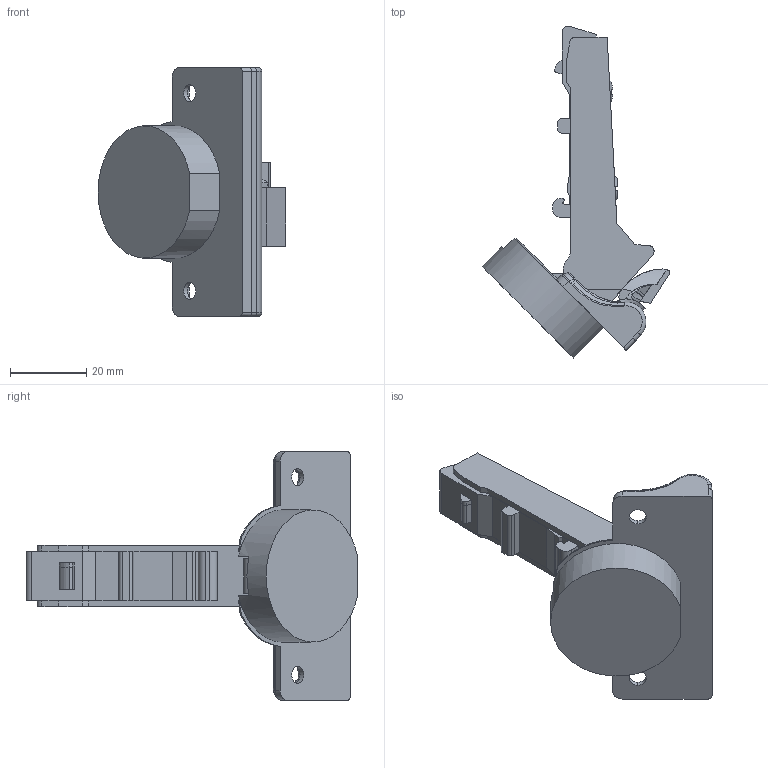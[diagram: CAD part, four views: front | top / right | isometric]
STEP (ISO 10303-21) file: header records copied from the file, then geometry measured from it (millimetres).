
FILE_DESCRIPTION((''),'2;1');
FILE_NAME('242-0B11-MVL','2022-12-14T11:05:56',('marino.prodan'),('Audax d.o.o.'),'CREO PARAMETRIC BY PTC INC, 2021304','CREO PARAMETRIC BY PTC INC, 2021304','');
FILE_SCHEMA(('AUTOMOTIVE_DESIGN { 1 0 10303 214 1 1 1 1 }'));
Length unit declared in the file: millimetre
Products named in the file (1): 242-0B11-MVL
Bounding box: 49.44 x 87.31 x 65.4 mm (x, y, z)
Volume: 31545.9 mm3; surface area: 15927.3 mm2
Topology: 1 solids, 1 shells, 394 faces, 1140 edges, 750 vertices
Faces by surface type: plane 219, cylinder 88, bspline 49, cone 18, torus 15, extrusion 3, sphere 2
Entity records: 15620 total; most frequent: CARTESIAN_POINT 5317, ORIENTED_EDGE 2272, DIRECTION 1801, EDGE_CURVE 1136, VERTEX_POINT 750, VECTOR 649, LINE 646, AXIS2_PLACEMENT_3D 576
